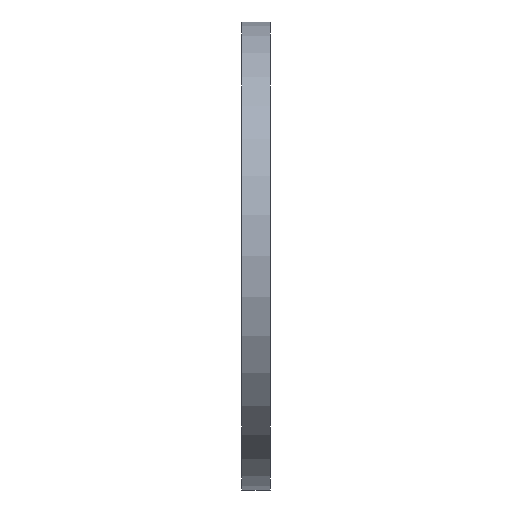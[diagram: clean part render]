
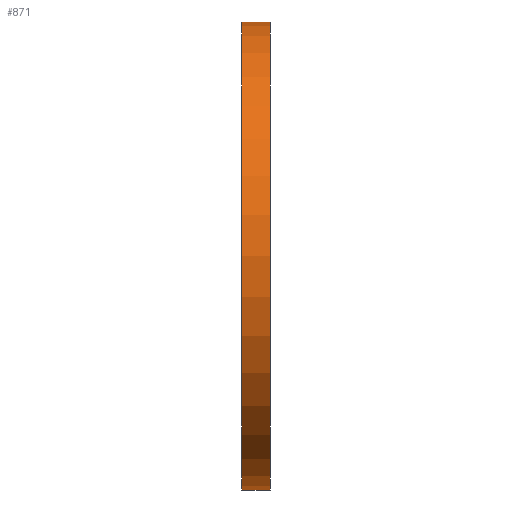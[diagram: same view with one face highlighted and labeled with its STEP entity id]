
A CAD part, left-side view. The second image highlights one B-rep face of the part: STEP entity #871.
In plain terms, the highlighted cylindrical face has radius 50 mm (diameter 100 mm), a partial arc.
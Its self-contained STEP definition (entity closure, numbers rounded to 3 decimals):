
#190 = ORIENTED_EDGE ( 'NONE', *, *, #11012, .T. ) ;
#196 = ORIENTED_EDGE ( 'NONE', *, *, #680, .F. ) ;
#462 = VECTOR ( 'NONE', #13812, 1000. ) ;
#680 = EDGE_CURVE ( 'NONE', #13678, #1051, #1247, .T. ) ;
#871 = ADVANCED_FACE ( 'NONE', ( #3747 ), #13785, .T. ) ;
#1051 = VERTEX_POINT ( 'NONE', #10075 ) ;
#1247 = CIRCLE ( 'NONE', #7311, 50. ) ;
#1510 = ORIENTED_EDGE ( 'NONE', *, *, #2194, .F. ) ;
#2194 = EDGE_CURVE ( 'NONE', #1051, #10254, #12684, .T. ) ;
#2502 = CARTESIAN_POINT ( 'NONE',  ( 0., 6., 0. ) ) ;
#3747 = FACE_OUTER_BOUND ( 'NONE', #9955, .T. ) ;
#4288 = AXIS2_PLACEMENT_3D ( 'NONE', #6597, #10023, #5488 ) ;
#4732 = DIRECTION ( 'NONE',  ( 0., 1., 0. ) ) ;
#5175 = CARTESIAN_POINT ( 'NONE',  ( 0., 6., 0. ) ) ;
#5488 = DIRECTION ( 'NONE',  ( 0., 0., 1. ) ) ;
#5591 = ORIENTED_EDGE ( 'NONE', *, *, #9379, .T. ) ;
#6597 = CARTESIAN_POINT ( 'NONE',  ( 0., 0., 0. ) ) ;
#6873 = VERTEX_POINT ( 'NONE', #13109 ) ;
#6984 = CARTESIAN_POINT ( 'NONE',  ( 0., 6., 50. ) ) ;
#7311 = AXIS2_PLACEMENT_3D ( 'NONE', #2502, #4732, #12775 ) ;
#7519 = AXIS2_PLACEMENT_3D ( 'NONE', #5175, #9722, #12965 ) ;
#8394 = CARTESIAN_POINT ( 'NONE',  ( 0., 6., -50. ) ) ;
#9379 = EDGE_CURVE ( 'NONE', #13678, #6873, #10393, .T. ) ;
#9447 = DIRECTION ( 'NONE',  ( 0., -1., 0. ) ) ;
#9722 = DIRECTION ( 'NONE',  ( 0., -1., 0. ) ) ;
#9955 = EDGE_LOOP ( 'NONE', ( #1510, #196, #5591, #190 ) ) ;
#10023 = DIRECTION ( 'NONE',  ( 0., 1., 0. ) ) ;
#10075 = CARTESIAN_POINT ( 'NONE',  ( 0., 6., 50. ) ) ;
#10254 = VERTEX_POINT ( 'NONE', #12024 ) ;
#10393 = LINE ( 'NONE', #8394, #12867 ) ;
#11012 = EDGE_CURVE ( 'NONE', #6873, #10254, #12122, .T. ) ;
#12024 = CARTESIAN_POINT ( 'NONE',  ( 0., 0., 50. ) ) ;
#12122 = CIRCLE ( 'NONE', #4288, 50. ) ;
#12408 = CARTESIAN_POINT ( 'NONE',  ( 0., 6., -50. ) ) ;
#12684 = LINE ( 'NONE', #6984, #462 ) ;
#12775 = DIRECTION ( 'NONE',  ( 0., 0., 1. ) ) ;
#12867 = VECTOR ( 'NONE', #9447, 1000. ) ;
#12965 = DIRECTION ( 'NONE',  ( 0., 0., -1. ) ) ;
#13109 = CARTESIAN_POINT ( 'NONE',  ( 0., 0., -50. ) ) ;
#13678 = VERTEX_POINT ( 'NONE', #12408 ) ;
#13785 = CYLINDRICAL_SURFACE ( 'NONE', #7519, 50. ) ;
#13812 = DIRECTION ( 'NONE',  ( 0., -1., 0. ) ) ;
